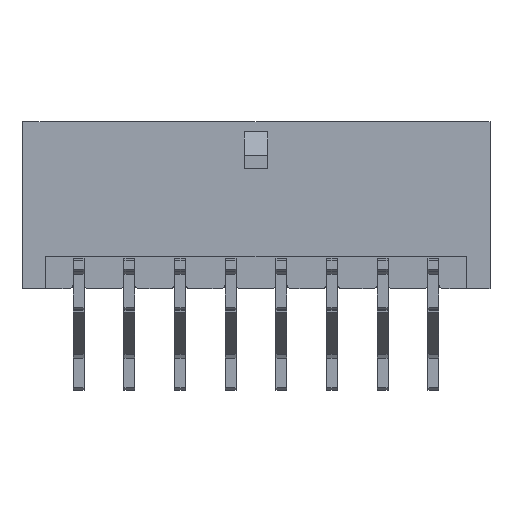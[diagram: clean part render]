
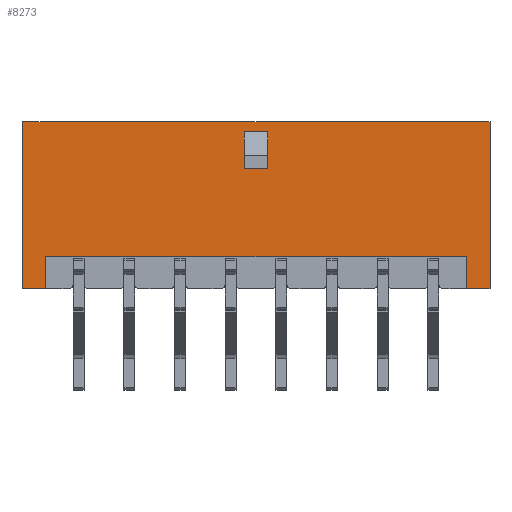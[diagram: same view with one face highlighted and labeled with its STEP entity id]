
A CAD part, left-side view. The second image highlights one B-rep face of the part: STEP entity #8273.
In plain terms, the highlighted planar face has unit normal (-1, 0, 0).
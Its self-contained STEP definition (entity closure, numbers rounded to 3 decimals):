
#1270=ORIENTED_EDGE('',*,*,#3373,.T.);
#1271=ORIENTED_EDGE('',*,*,#3374,.T.);
#1272=ORIENTED_EDGE('',*,*,#3375,.F.);
#1273=ORIENTED_EDGE('',*,*,#3376,.F.);
#1274=ORIENTED_EDGE('',*,*,#3377,.F.);
#1275=ORIENTED_EDGE('',*,*,#3341,.F.);
#1276=ORIENTED_EDGE('',*,*,#3365,.T.);
#1277=ORIENTED_EDGE('',*,*,#2775,.T.);
#1278=ORIENTED_EDGE('',*,*,#3367,.F.);
#1279=ORIENTED_EDGE('',*,*,#3349,.F.);
#1280=ORIENTED_EDGE('',*,*,#3378,.F.);
#1281=ORIENTED_EDGE('',*,*,#3379,.F.);
#2775=EDGE_CURVE('',#3964,#3963,#4774,.T.);
#3341=EDGE_CURVE('',#4364,#4360,#5276,.T.);
#3349=EDGE_CURVE('',#4370,#4371,#5284,.T.);
#3365=EDGE_CURVE('',#4364,#3964,#5300,.T.);
#3367=EDGE_CURVE('',#4371,#3963,#5302,.T.);
#3373=EDGE_CURVE('',#4381,#4382,#5308,.T.);
#3374=EDGE_CURVE('',#4382,#4383,#5309,.T.);
#3375=EDGE_CURVE('',#4384,#4383,#5310,.T.);
#3376=EDGE_CURVE('',#4381,#4384,#5311,.T.);
#3377=EDGE_CURVE('',#4360,#4385,#5312,.T.);
#3378=EDGE_CURVE('',#4386,#4370,#5313,.T.);
#3379=EDGE_CURVE('',#4385,#4386,#5314,.T.);
#3963=VERTEX_POINT('',#11525);
#3964=VERTEX_POINT('',#11527);
#4360=VERTEX_POINT('',#12615);
#4364=VERTEX_POINT('',#12624);
#4370=VERTEX_POINT('',#12640);
#4371=VERTEX_POINT('',#12642);
#4381=VERTEX_POINT('',#12682);
#4382=VERTEX_POINT('',#12683);
#4383=VERTEX_POINT('',#12685);
#4384=VERTEX_POINT('',#12687);
#4385=VERTEX_POINT('',#12690);
#4386=VERTEX_POINT('',#12692);
#4774=LINE('',#11526,#5895);
#5276=LINE('',#12625,#6397);
#5284=LINE('',#12641,#6405);
#5300=LINE('',#12668,#6421);
#5302=LINE('',#12671,#6423);
#5308=LINE('',#12681,#6429);
#5309=LINE('',#12684,#6430);
#5310=LINE('',#12686,#6431);
#5311=LINE('',#12688,#6432);
#5312=LINE('',#12689,#6433);
#5313=LINE('',#12691,#6434);
#5314=LINE('',#12693,#6435);
#5895=VECTOR('',#9262,1000.);
#6397=VECTOR('',#10156,1000.);
#6405=VECTOR('',#10168,1000.);
#6421=VECTOR('',#10188,1000.);
#6423=VECTOR('',#10192,1000.);
#6429=VECTOR('',#10204,1000.);
#6430=VECTOR('',#10205,1000.);
#6431=VECTOR('',#10206,1000.);
#6432=VECTOR('',#10207,1000.);
#6433=VECTOR('',#10208,1000.);
#6434=VECTOR('',#10209,1000.);
#6435=VECTOR('',#10210,1000.);
#7035=EDGE_LOOP('',(#1270,#1271,#1272,#1273));
#7036=EDGE_LOOP('',(#1274,#1275,#1276,#1277,#1278,#1279,#1280,#1281));
#7480=FACE_BOUND('',#7035,.T.);
#7481=FACE_BOUND('',#7036,.T.);
#7873=PLANE('',#8794);
#8273=ADVANCED_FACE('',(#7480,#7481),#7873,.T.);
#8794=AXIS2_PLACEMENT_3D('',#12680,#10202,#10203);
#9262=DIRECTION('',(0.,1.,0.));
#10156=DIRECTION('',(0.,1.,0.));
#10168=DIRECTION('',(0.,1.,0.));
#10188=DIRECTION('',(0.,0.,1.));
#10192=DIRECTION('',(0.,0.,1.));
#10202=DIRECTION('',(-1.,0.,0.));
#10203=DIRECTION('',(0.,0.,1.));
#10204=DIRECTION('',(0.,0.,1.));
#10205=DIRECTION('',(0.,-1.,0.));
#10206=DIRECTION('',(0.,0.,1.));
#10207=DIRECTION('',(0.,-1.,0.));
#10208=DIRECTION('',(0.,0.,1.));
#10209=DIRECTION('',(0.,0.,-1.));
#10210=DIRECTION('',(0.,1.,0.));
#11525=CARTESIAN_POINT('',(-3.43,13.85,4.95));
#11526=CARTESIAN_POINT('',(-3.43,-13.85,4.95));
#11527=CARTESIAN_POINT('',(-3.43,-13.85,4.95));
#12615=CARTESIAN_POINT('',(-3.43,-12.45,-4.95));
#12624=CARTESIAN_POINT('',(-3.43,-13.85,-4.95));
#12625=CARTESIAN_POINT('',(-3.43,-13.85,-4.95));
#12640=CARTESIAN_POINT('',(-3.43,12.45,-4.95));
#12641=CARTESIAN_POINT('',(-3.43,-13.85,-4.95));
#12642=CARTESIAN_POINT('',(-3.43,13.85,-4.95));
#12668=CARTESIAN_POINT('',(-3.43,-13.85,-4.95));
#12671=CARTESIAN_POINT('',(-3.43,13.85,-4.95));
#12680=CARTESIAN_POINT('',(-3.43,-13.85,-4.95));
#12681=CARTESIAN_POINT('',(-3.43,0.7,2.15));
#12682=CARTESIAN_POINT('',(-3.43,0.7,2.15));
#12683=CARTESIAN_POINT('',(-3.43,0.7,4.35));
#12684=CARTESIAN_POINT('',(-3.43,0.7,4.35));
#12685=CARTESIAN_POINT('',(-3.43,-0.7,4.35));
#12686=CARTESIAN_POINT('',(-3.43,-0.7,2.15));
#12687=CARTESIAN_POINT('',(-3.43,-0.7,2.15));
#12688=CARTESIAN_POINT('',(-3.43,0.7,2.15));
#12689=CARTESIAN_POINT('',(-3.43,-12.45,-4.95));
#12690=CARTESIAN_POINT('',(-3.43,-12.45,-3.05));
#12691=CARTESIAN_POINT('',(-3.43,12.45,-3.05));
#12692=CARTESIAN_POINT('',(-3.43,12.45,-3.05));
#12693=CARTESIAN_POINT('',(-3.43,-12.45,-3.05));
